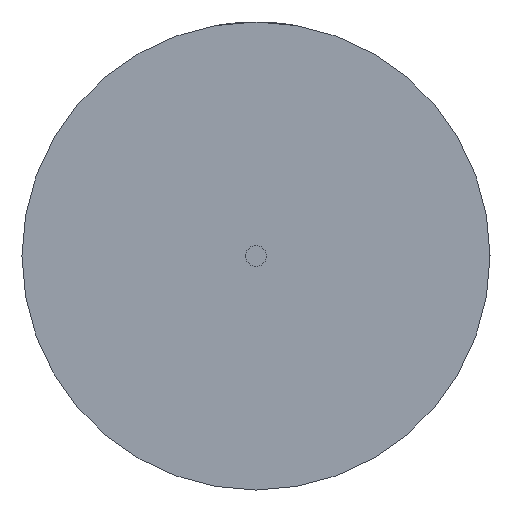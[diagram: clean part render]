
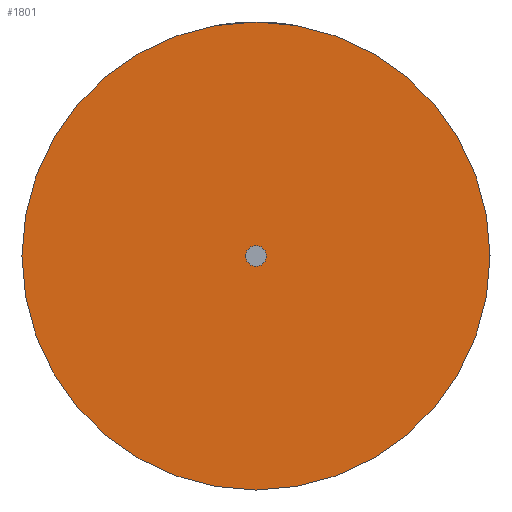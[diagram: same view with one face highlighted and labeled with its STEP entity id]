
A CAD part, left-side view. The second image highlights one B-rep face of the part: STEP entity #1801.
In plain terms, the highlighted planar face has unit normal (-1, 0, 0).
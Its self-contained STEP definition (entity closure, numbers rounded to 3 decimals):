
#84 = FACE_OUTER_BOUND ( 'NONE', #2226, .T. ) ;
#137 = ORIENTED_EDGE ( 'NONE', *, *, #2889, .F. ) ;
#185 = CARTESIAN_POINT ( 'NONE',  ( -0.005, 0., 13.5 ) ) ;
#206 = DIRECTION ( 'NONE',  ( 0., 0., 1. ) ) ;
#223 = CARTESIAN_POINT ( 'NONE',  ( -0.005, 0., -0.6 ) ) ;
#287 = VERTEX_POINT ( 'NONE', #223 ) ;
#487 = CARTESIAN_POINT ( 'NONE',  ( -0.005, 0., -13.5 ) ) ;
#760 = PLANE ( 'NONE',  #1434 ) ;
#822 = DIRECTION ( 'NONE',  ( -1., 0., 0. ) ) ;
#957 = CIRCLE ( 'NONE', #1796, 0.6 ) ;
#968 = CARTESIAN_POINT ( 'NONE',  ( -0.005, 0., 0. ) ) ;
#990 = CARTESIAN_POINT ( 'NONE',  ( -0.005, 0., 0. ) ) ;
#1056 = AXIS2_PLACEMENT_3D ( 'NONE', #968, #2712, #2997 ) ;
#1114 = CARTESIAN_POINT ( 'NONE',  ( -0.005, 0., 0. ) ) ;
#1152 = VERTEX_POINT ( 'NONE', #185 ) ;
#1249 = DIRECTION ( 'NONE',  ( 0., 0., 1. ) ) ;
#1259 = CIRCLE ( 'NONE', #2764, 0.6 ) ;
#1310 = VERTEX_POINT ( 'NONE', #487 ) ;
#1334 = EDGE_CURVE ( 'NONE', #1152, #1310, #2992, .T. ) ;
#1413 = FACE_BOUND ( 'NONE', #1580, .T. ) ;
#1434 = AXIS2_PLACEMENT_3D ( 'NONE', #1551, #3058, #2765 ) ;
#1446 = DIRECTION ( 'NONE',  ( -1., 0., 0. ) ) ;
#1551 = CARTESIAN_POINT ( 'NONE',  ( -0.005, 0., 0. ) ) ;
#1580 = EDGE_LOOP ( 'NONE', ( #1910, #137 ) ) ;
#1796 = AXIS2_PLACEMENT_3D ( 'NONE', #1114, #822, #2587 ) ;
#1801 = ADVANCED_FACE ( 'NONE', ( #84, #1413 ), #760, .T. ) ;
#1859 = CARTESIAN_POINT ( 'NONE',  ( -0.005, 0., 0.6 ) ) ;
#1877 = EDGE_CURVE ( 'NONE', #287, #3095, #1259, .T. ) ;
#1910 = ORIENTED_EDGE ( 'NONE', *, *, #1877, .F. ) ;
#2226 = EDGE_LOOP ( 'NONE', ( #2721, #2581 ) ) ;
#2255 = DIRECTION ( 'NONE',  ( -1., 0., 0. ) ) ;
#2398 = EDGE_CURVE ( 'NONE', #1310, #1152, #3151, .T. ) ;
#2581 = ORIENTED_EDGE ( 'NONE', *, *, #1334, .T. ) ;
#2587 = DIRECTION ( 'NONE',  ( 0., 0., 1. ) ) ;
#2712 = DIRECTION ( 'NONE',  ( -1., 0., 0. ) ) ;
#2721 = ORIENTED_EDGE ( 'NONE', *, *, #2398, .T. ) ;
#2764 = AXIS2_PLACEMENT_3D ( 'NONE', #2937, #1446, #206 ) ;
#2765 = DIRECTION ( 'NONE',  ( 0., 0., 1. ) ) ;
#2889 = EDGE_CURVE ( 'NONE', #3095, #287, #957, .T. ) ;
#2937 = CARTESIAN_POINT ( 'NONE',  ( -0.005, 0., 0. ) ) ;
#2992 = CIRCLE ( 'NONE', #3162, 13.5 ) ;
#2997 = DIRECTION ( 'NONE',  ( 0., 0., 1. ) ) ;
#3058 = DIRECTION ( 'NONE',  ( -1., 0., 0. ) ) ;
#3095 = VERTEX_POINT ( 'NONE', #1859 ) ;
#3151 = CIRCLE ( 'NONE', #1056, 13.5 ) ;
#3162 = AXIS2_PLACEMENT_3D ( 'NONE', #990, #2255, #1249 ) ;
